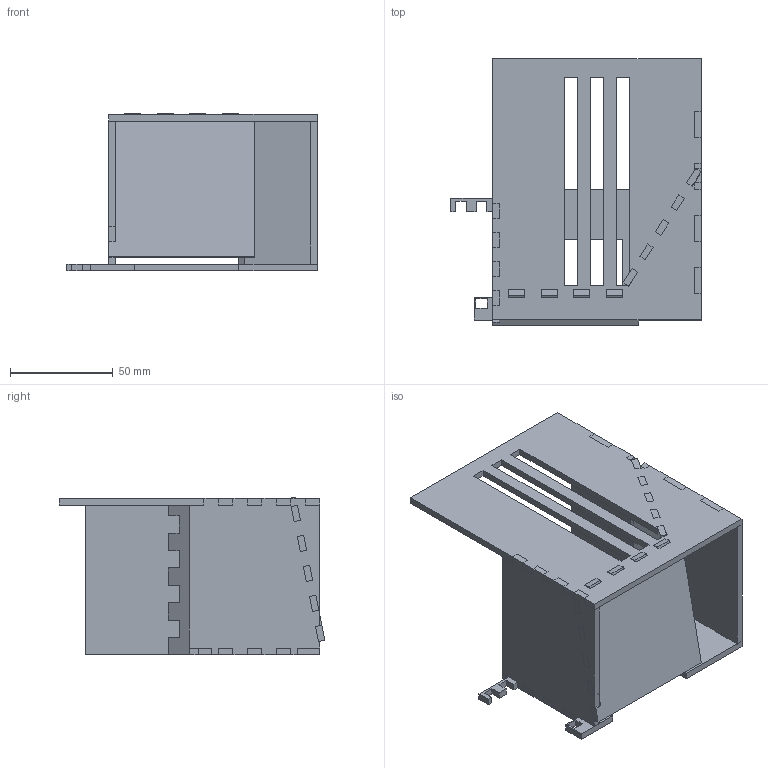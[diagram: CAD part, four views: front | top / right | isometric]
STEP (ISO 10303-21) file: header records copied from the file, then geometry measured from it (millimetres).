
FILE_DESCRIPTION( ( '' ), ' ' );
FILE_NAME( '5c77bcdd4751991b022ab4c2.step', '2019-02-28T10:50:06', ( '' ), ( '' ), ' ', ' ', ' ' );
FILE_SCHEMA( ( 'AUTOMOTIVE_DESIGN { 1 0 10303 214 1 1 1 1 }' ) );
Length unit declared in the file: metre
Products named in the file (6): MirrorChute_Front; MirrorChute_Back; MirrorChute_Walls; MirrorChute_Walls_Tall; MirrorFloor_Slanted; MirrorSlanted_Siding
Bounding box: 121.92 x 129.46 x 76.83 mm (x, y, z)
Volume: 120781.4 mm3; surface area: 85570.6 mm2
Topology: 6 solids, 6 shells, 375 faces, 1089 edges, 726 vertices
Faces by surface type: plane 375
Entity records: 15241 total; most frequent: CARTESIAN_POINT 2196, ORIENTED_EDGE 2178, DIRECTION 1851, EDGE_CURVE 1089, LINE 1089, VECTOR 1089, VERTEX_POINT 726, EDGE_LOOP 411
